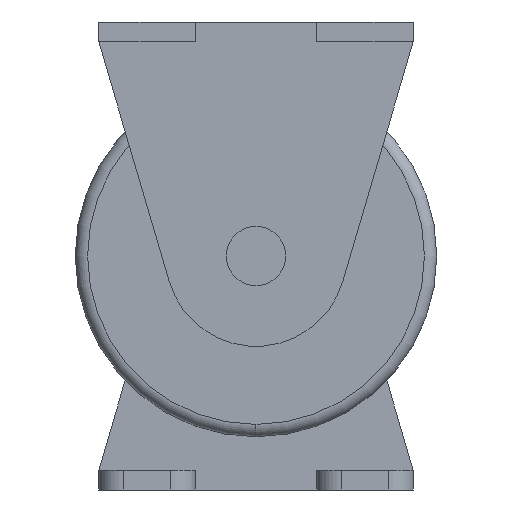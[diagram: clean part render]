
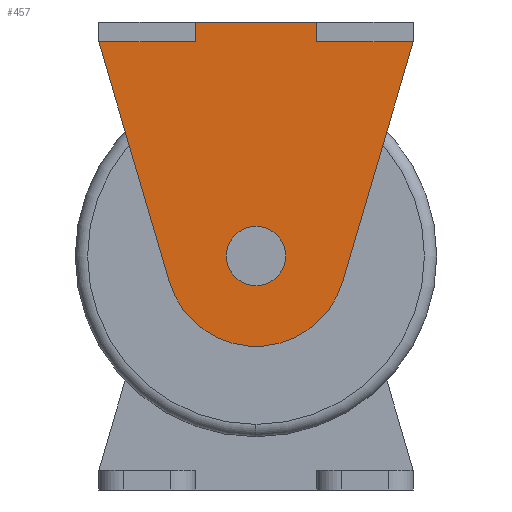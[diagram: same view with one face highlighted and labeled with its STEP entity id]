
A CAD part, left-side view. The second image highlights one B-rep face of the part: STEP entity #457.
In plain terms, the highlighted planar face has unit normal (-1, 0, 0).
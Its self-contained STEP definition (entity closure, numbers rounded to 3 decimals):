
#14 = DIRECTION ( 'NONE',  ( 0., -0.282, -0.959 ) ) ;
#36 = DIRECTION ( 'NONE',  ( -1., 0., 0. ) ) ;
#46 = CARTESIAN_POINT ( 'NONE',  ( -0.8, 0., 0. ) ) ;
#52 = CARTESIAN_POINT ( 'NONE',  ( -0.8, 0., 1.2 ) ) ;
#84 = EDGE_CURVE ( 'NONE', #1484, #988, #797, .T. ) ;
#91 = EDGE_CURVE ( 'NONE', #201, #114, #915, .T. ) ;
#98 = VECTOR ( 'NONE', #635, 1000. ) ;
#114 = VERTEX_POINT ( 'NONE', #908 ) ;
#115 = VERTEX_POINT ( 'NONE', #1041 ) ;
#119 = CARTESIAN_POINT ( 'NONE',  ( -0.8, 0., 8.65 ) ) ;
#132 = EDGE_CURVE ( 'NONE', #781, #1369, #1001, .T. ) ;
#149 = DIRECTION ( 'NONE',  ( 0., 0., 1. ) ) ;
#201 = VERTEX_POINT ( 'NONE', #1488 ) ;
#247 = PLANE ( 'NONE',  #1428 ) ;
#272 = DIRECTION ( 'NONE',  ( 0., -0.282, 0.959 ) ) ;
#278 = EDGE_LOOP ( 'NONE', ( #1092, #1433, #321, #1414, #458, #463, #1667, #1657 ) ) ;
#280 = VERTEX_POINT ( 'NONE', #1277 ) ;
#281 = EDGE_CURVE ( 'NONE', #114, #988, #1534, .T. ) ;
#297 = AXIS2_PLACEMENT_3D ( 'NONE', #1578, #357, #1021 ) ;
#321 = ORIENTED_EDGE ( 'NONE', *, *, #605, .T. ) ;
#357 = DIRECTION ( 'NONE',  ( -1., 0., 0. ) ) ;
#364 = DIRECTION ( 'NONE',  ( 0., -1., 0. ) ) ;
#413 = DIRECTION ( 'NONE',  ( 0., 0., 1. ) ) ;
#457 = ADVANCED_FACE ( 'NONE', ( #1550, #1172 ), #247, .T. ) ;
#458 = ORIENTED_EDGE ( 'NONE', *, *, #1197, .F. ) ;
#463 = ORIENTED_EDGE ( 'NONE', *, *, #1089, .F. ) ;
#497 = CARTESIAN_POINT ( 'NONE',  ( -0.8, -6.35, 8.65 ) ) ;
#517 = VECTOR ( 'NONE', #272, 1000. ) ;
#536 = VECTOR ( 'NONE', #872, 1000. ) ;
#542 = VERTEX_POINT ( 'NONE', #1219 ) ;
#567 = VECTOR ( 'NONE', #364, 1000. ) ;
#605 = EDGE_CURVE ( 'NONE', #115, #280, #619, .T. ) ;
#619 = CIRCLE ( 'NONE', #1671, 3.65 ) ;
#635 = DIRECTION ( 'NONE',  ( 0., -1., 0. ) ) ;
#758 = DIRECTION ( 'NONE',  ( 0., 0., 1. ) ) ;
#781 = VERTEX_POINT ( 'NONE', #1275 ) ;
#797 = LINE ( 'NONE', #119, #98 ) ;
#810 = LINE ( 'NONE', #1687, #1454 ) ;
#872 = DIRECTION ( 'NONE',  ( 0., 0., -1. ) ) ;
#908 = CARTESIAN_POINT ( 'NONE',  ( -0.8, 2.45, 9.45 ) ) ;
#915 = LINE ( 'NONE', #1685, #1339 ) ;
#917 = DIRECTION ( 'NONE',  ( 0., 1., 0. ) ) ;
#948 = VECTOR ( 'NONE', #14, 1000. ) ;
#988 = VERTEX_POINT ( 'NONE', #1510 ) ;
#1001 = CIRCLE ( 'NONE', #1585, 1.2 ) ;
#1016 = EDGE_CURVE ( 'NONE', #1484, #115, #1472, .T. ) ;
#1021 = DIRECTION ( 'NONE',  ( 0., 0., 1. ) ) ;
#1041 = CARTESIAN_POINT ( 'NONE',  ( -0.8, 3.502, -1.03 ) ) ;
#1077 = ORIENTED_EDGE ( 'NONE', *, *, #132, .F. ) ;
#1089 = EDGE_CURVE ( 'NONE', #201, #542, #810, .T. ) ;
#1092 = ORIENTED_EDGE ( 'NONE', *, *, #84, .F. ) ;
#1129 = CARTESIAN_POINT ( 'NONE',  ( -0.8, 2.45, 28.65 ) ) ;
#1161 = CARTESIAN_POINT ( 'NONE',  ( -0.8, 0., 8.65 ) ) ;
#1172 = FACE_OUTER_BOUND ( 'NONE', #278, .T. ) ;
#1197 = EDGE_CURVE ( 'NONE', #542, #1448, #1505, .T. ) ;
#1219 = CARTESIAN_POINT ( 'NONE',  ( -0.8, -2.45, 8.65 ) ) ;
#1238 = LINE ( 'NONE', #497, #517 ) ;
#1245 = CIRCLE ( 'NONE', #297, 1.2 ) ;
#1275 = CARTESIAN_POINT ( 'NONE',  ( -0.8, 0., -1.2 ) ) ;
#1277 = CARTESIAN_POINT ( 'NONE',  ( -0.8, -3.502, -1.03 ) ) ;
#1284 = CARTESIAN_POINT ( 'NONE',  ( -0.8, 6.35, 8.65 ) ) ;
#1293 = EDGE_CURVE ( 'NONE', #280, #1448, #1238, .T. ) ;
#1299 = CARTESIAN_POINT ( 'NONE',  ( -0.8, 6.35, 8.65 ) ) ;
#1311 = DIRECTION ( 'NONE',  ( -1., 0., 0. ) ) ;
#1336 = DIRECTION ( 'NONE',  ( -1., 0., 0. ) ) ;
#1339 = VECTOR ( 'NONE', #917, 1000. ) ;
#1360 = EDGE_LOOP ( 'NONE', ( #1508, #1077 ) ) ;
#1369 = VERTEX_POINT ( 'NONE', #52 ) ;
#1414 = ORIENTED_EDGE ( 'NONE', *, *, #1293, .T. ) ;
#1428 = AXIS2_PLACEMENT_3D ( 'NONE', #1701, #1311, #758 ) ;
#1433 = ORIENTED_EDGE ( 'NONE', *, *, #1016, .T. ) ;
#1448 = VERTEX_POINT ( 'NONE', #1571 ) ;
#1454 = VECTOR ( 'NONE', #1597, 1000. ) ;
#1470 = CARTESIAN_POINT ( 'NONE',  ( -0.8, 0., 0. ) ) ;
#1472 = LINE ( 'NONE', #1299, #948 ) ;
#1484 = VERTEX_POINT ( 'NONE', #1284 ) ;
#1488 = CARTESIAN_POINT ( 'NONE',  ( -0.8, -2.45, 9.45 ) ) ;
#1505 = LINE ( 'NONE', #1161, #567 ) ;
#1508 = ORIENTED_EDGE ( 'NONE', *, *, #1546, .F. ) ;
#1510 = CARTESIAN_POINT ( 'NONE',  ( -0.8, 2.45, 8.65 ) ) ;
#1534 = LINE ( 'NONE', #1129, #536 ) ;
#1546 = EDGE_CURVE ( 'NONE', #1369, #781, #1245, .T. ) ;
#1550 = FACE_BOUND ( 'NONE', #1360, .T. ) ;
#1571 = CARTESIAN_POINT ( 'NONE',  ( -0.8, -6.35, 8.65 ) ) ;
#1578 = CARTESIAN_POINT ( 'NONE',  ( -0.8, 0., 0. ) ) ;
#1585 = AXIS2_PLACEMENT_3D ( 'NONE', #46, #36, #413 ) ;
#1597 = DIRECTION ( 'NONE',  ( 0., 0., -1. ) ) ;
#1657 = ORIENTED_EDGE ( 'NONE', *, *, #281, .T. ) ;
#1667 = ORIENTED_EDGE ( 'NONE', *, *, #91, .T. ) ;
#1671 = AXIS2_PLACEMENT_3D ( 'NONE', #1470, #1336, #149 ) ;
#1685 = CARTESIAN_POINT ( 'NONE',  ( -0.8, 6.35, 9.45 ) ) ;
#1687 = CARTESIAN_POINT ( 'NONE',  ( -0.8, -2.45, 28.65 ) ) ;
#1701 = CARTESIAN_POINT ( 'NONE',  ( -0.8, 0., 0. ) ) ;
